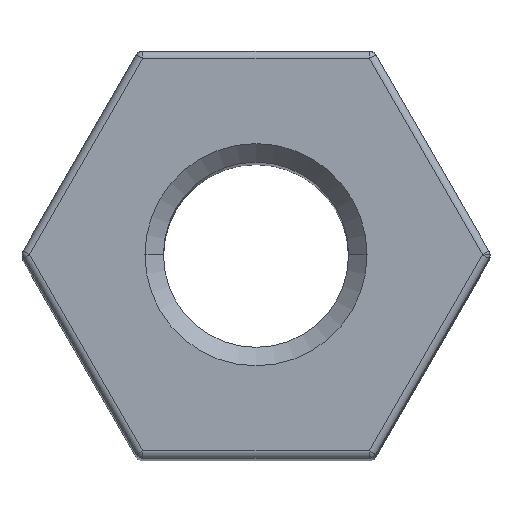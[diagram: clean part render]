
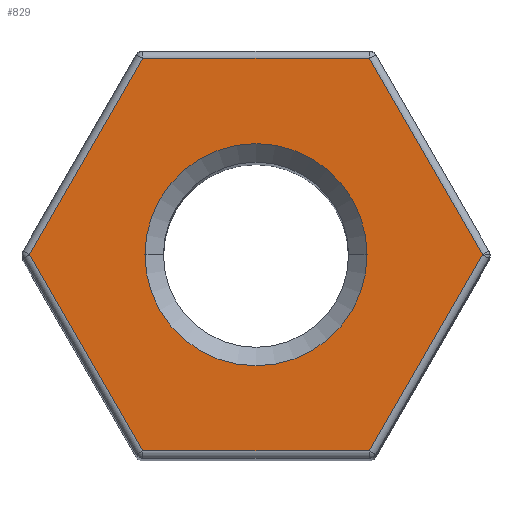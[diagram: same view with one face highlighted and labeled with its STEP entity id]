
A CAD part, top view. The second image highlights one B-rep face of the part: STEP entity #829.
In plain terms, the highlighted planar face has unit normal (0, 0, 1).
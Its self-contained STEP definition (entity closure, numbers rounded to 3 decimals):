
#13 = ORIENTED_EDGE ( 'NONE', *, *, #989, .T. ) ;
#27 = VERTEX_POINT ( 'NONE', #178 ) ;
#36 = LINE ( 'NONE', #371, #355 ) ;
#53 = DIRECTION ( 'NONE',  ( 0.5, -0.866, 0. ) ) ;
#59 = CARTESIAN_POINT ( 'NONE',  ( 1.53, -2.65, 20. ) ) ;
#63 = CARTESIAN_POINT ( 'NONE',  ( 0., 0., 20. ) ) ;
#68 = VECTOR ( 'NONE', #927, 1000. ) ;
#148 = DIRECTION ( 'NONE',  ( -0.5, -0.866, 0. ) ) ;
#150 = DIRECTION ( 'NONE',  ( 1., 0., 0. ) ) ;
#164 = DIRECTION ( 'NONE',  ( 0., 0., 1. ) ) ;
#173 = EDGE_LOOP ( 'NONE', ( #606, #514 ) ) ;
#178 = CARTESIAN_POINT ( 'NONE',  ( -1.5, 0., 20. ) ) ;
#187 = AXIS2_PLACEMENT_3D ( 'NONE', #576, #164, #850 ) ;
#200 = LINE ( 'NONE', #657, #952 ) ;
#220 = DIRECTION ( 'NONE',  ( 0., 0., -1. ) ) ;
#226 = CARTESIAN_POINT ( 'NONE',  ( -3.06, 0., 20. ) ) ;
#239 = AXIS2_PLACEMENT_3D ( 'NONE', #801, #220, #895 ) ;
#267 = CARTESIAN_POINT ( 'NONE',  ( 3.089, 0.05, 20. ) ) ;
#284 = ORIENTED_EDGE ( 'NONE', *, *, #985, .T. ) ;
#312 = VECTOR ( 'NONE', #53, 1000. ) ;
#355 = VECTOR ( 'NONE', #148, 1000. ) ;
#371 = CARTESIAN_POINT ( 'NONE',  ( -3.089, -0.05, 20. ) ) ;
#373 = AXIS2_PLACEMENT_3D ( 'NONE', #63, #744, #150 ) ;
#378 = VERTEX_POINT ( 'NONE', #591 ) ;
#385 = DIRECTION ( 'NONE',  ( -0.5, 0.866, 0. ) ) ;
#388 = DIRECTION ( 'NONE',  ( 0.5, 0.866, 0. ) ) ;
#391 = LINE ( 'NONE', #825, #68 ) ;
#468 = VECTOR ( 'NONE', #388, 1000. ) ;
#486 = VERTEX_POINT ( 'NONE', #714 ) ;
#514 = ORIENTED_EDGE ( 'NONE', *, *, #1018, .T. ) ;
#521 = LINE ( 'NONE', #267, #468 ) ;
#543 = VERTEX_POINT ( 'NONE', #226 ) ;
#551 = VECTOR ( 'NONE', #933, 1000. ) ;
#557 = ORIENTED_EDGE ( 'NONE', *, *, #1021, .T. ) ;
#570 = LINE ( 'NONE', #831, #551 ) ;
#572 = VERTEX_POINT ( 'NONE', #1116 ) ;
#576 = CARTESIAN_POINT ( 'NONE',  ( 3.175, 0., 20. ) ) ;
#579 = CARTESIAN_POINT ( 'NONE',  ( -1.53, -2.65, 20. ) ) ;
#588 = FACE_OUTER_BOUND ( 'NONE', #1033, .T. ) ;
#591 = CARTESIAN_POINT ( 'NONE',  ( 3.06, 0., 20. ) ) ;
#606 = ORIENTED_EDGE ( 'NONE', *, *, #1152, .T. ) ;
#651 = CARTESIAN_POINT ( 'NONE',  ( -1.501, -2.7, 20. ) ) ;
#657 = CARTESIAN_POINT ( 'NONE',  ( 1.501, 2.7, 20. ) ) ;
#714 = CARTESIAN_POINT ( 'NONE',  ( 1.53, 2.65, 20. ) ) ;
#729 = CIRCLE ( 'NONE', #373, 1.5 ) ;
#744 = DIRECTION ( 'NONE',  ( 0., 0., -1. ) ) ;
#757 = ORIENTED_EDGE ( 'NONE', *, *, #992, .T. ) ;
#801 = CARTESIAN_POINT ( 'NONE',  ( 0., 0., 20. ) ) ;
#825 = CARTESIAN_POINT ( 'NONE',  ( 1.588, -2.65, 20. ) ) ;
#829 = ADVANCED_FACE ( 'NONE', ( #588, #1078 ), #1059, .T. ) ;
#831 = CARTESIAN_POINT ( 'NONE',  ( -1.588, 2.65, 20. ) ) ;
#837 = VERTEX_POINT ( 'NONE', #579 ) ;
#850 = DIRECTION ( 'NONE',  ( 1., 0., 0. ) ) ;
#895 = DIRECTION ( 'NONE',  ( 1., 0., 0. ) ) ;
#927 = DIRECTION ( 'NONE',  ( 1., 0., 0. ) ) ;
#933 = DIRECTION ( 'NONE',  ( -1., 0., 0. ) ) ;
#938 = CIRCLE ( 'NONE', #239, 1.5 ) ;
#952 = VECTOR ( 'NONE', #385, 1000. ) ;
#985 = EDGE_CURVE ( 'NONE', #837, #1015, #391, .T. ) ;
#989 = EDGE_CURVE ( 'NONE', #543, #837, #1089, .T. ) ;
#990 = EDGE_CURVE ( 'NONE', #572, #543, #36, .T. ) ;
#992 = EDGE_CURVE ( 'NONE', #486, #572, #570, .T. ) ;
#1015 = VERTEX_POINT ( 'NONE', #59 ) ;
#1018 = EDGE_CURVE ( 'NONE', #27, #1076, #729, .T. ) ;
#1019 = EDGE_CURVE ( 'NONE', #378, #486, #200, .T. ) ;
#1021 = EDGE_CURVE ( 'NONE', #1015, #378, #521, .T. ) ;
#1033 = EDGE_LOOP ( 'NONE', ( #757, #1034, #13, #284, #557, #1064 ) ) ;
#1034 = ORIENTED_EDGE ( 'NONE', *, *, #990, .T. ) ;
#1059 = PLANE ( 'NONE',  #187 ) ;
#1064 = ORIENTED_EDGE ( 'NONE', *, *, #1019, .T. ) ;
#1068 = CARTESIAN_POINT ( 'NONE',  ( 1.5, 0., 20. ) ) ;
#1076 = VERTEX_POINT ( 'NONE', #1068 ) ;
#1078 = FACE_BOUND ( 'NONE', #173, .T. ) ;
#1089 = LINE ( 'NONE', #651, #312 ) ;
#1116 = CARTESIAN_POINT ( 'NONE',  ( -1.53, 2.65, 20. ) ) ;
#1152 = EDGE_CURVE ( 'NONE', #1076, #27, #938, .T. ) ;
